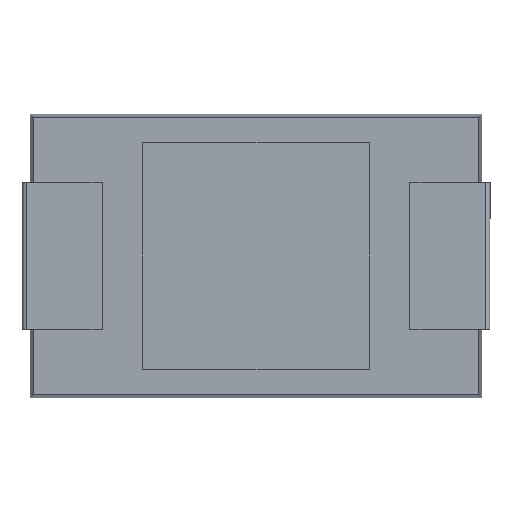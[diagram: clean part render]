
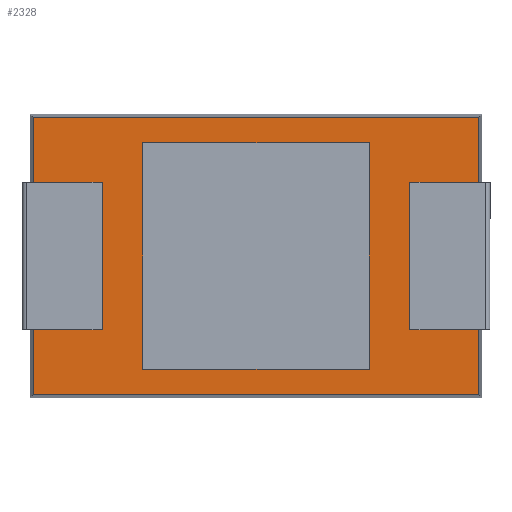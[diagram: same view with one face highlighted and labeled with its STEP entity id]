
A CAD part, front view. The second image highlights one B-rep face of the part: STEP entity #2328.
In plain terms, the highlighted planar face has unit normal (0, -1, 0).
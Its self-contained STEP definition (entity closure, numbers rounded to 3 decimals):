
#113 = EDGE_CURVE ( 'NONE', #1141, #407, #1059, .T. ) ;
#287 = FACE_OUTER_BOUND ( 'NONE', #2738, .T. ) ;
#298 = EDGE_CURVE ( 'NONE', #2358, #2393, #2046, .T. ) ;
#327 = CARTESIAN_POINT ( 'NONE',  ( 1.83, 0., -0.46 ) ) ;
#330 = VERTEX_POINT ( 'NONE', #3600 ) ;
#347 = CARTESIAN_POINT ( 'NONE',  ( 1.83, 0., -4.14 ) ) ;
#399 = ORIENTED_EDGE ( 'NONE', *, *, #3678, .F. ) ;
#407 = VERTEX_POINT ( 'NONE', #347 ) ;
#414 = DIRECTION ( 'NONE',  ( 0., 0., -1. ) ) ;
#532 = VECTOR ( 'NONE', #3108, 1000. ) ;
#629 = CARTESIAN_POINT ( 'NONE',  ( 5.51, 0., -0.46 ) ) ;
#651 = EDGE_LOOP ( 'NONE', ( #2701, #399, #865, #2245 ) ) ;
#683 = DIRECTION ( 'NONE',  ( 0., 0., 1. ) ) ;
#751 = CARTESIAN_POINT ( 'NONE',  ( 0., 0., 0. ) ) ;
#818 = VECTOR ( 'NONE', #3430, 1000. ) ;
#828 = VERTEX_POINT ( 'NONE', #1437 ) ;
#865 = ORIENTED_EDGE ( 'NONE', *, *, #1975, .F. ) ;
#886 = CARTESIAN_POINT ( 'NONE',  ( 0.052, 0., 0. ) ) ;
#922 = CARTESIAN_POINT ( 'NONE',  ( 7.288, 0., 0. ) ) ;
#972 = CARTESIAN_POINT ( 'NONE',  ( 1.83, 0., -4.14 ) ) ;
#975 = EDGE_CURVE ( 'NONE', #828, #1141, #1695, .T. ) ;
#1051 = CARTESIAN_POINT ( 'NONE',  ( 0.052, 0., -4.548 ) ) ;
#1059 = LINE ( 'NONE', #1835, #1256 ) ;
#1135 = VECTOR ( 'NONE', #2746, 1000. ) ;
#1141 = VERTEX_POINT ( 'NONE', #3369 ) ;
#1256 = VECTOR ( 'NONE', #3640, 1000. ) ;
#1328 = DIRECTION ( 'NONE',  ( 0., -1., 0. ) ) ;
#1437 = CARTESIAN_POINT ( 'NONE',  ( 5.51, 0., -0.46 ) ) ;
#1449 = EDGE_CURVE ( 'NONE', #330, #2358, #2992, .T. ) ;
#1528 = VECTOR ( 'NONE', #3760, 1000. ) ;
#1581 = VERTEX_POINT ( 'NONE', #3804 ) ;
#1695 = LINE ( 'NONE', #327, #2704 ) ;
#1800 = FACE_BOUND ( 'NONE', #651, .T. ) ;
#1835 = CARTESIAN_POINT ( 'NONE',  ( 1.83, 0., -0.46 ) ) ;
#1901 = CARTESIAN_POINT ( 'NONE',  ( 0., 0., -0.052 ) ) ;
#1975 = EDGE_CURVE ( 'NONE', #407, #1581, #3886, .T. ) ;
#2046 = LINE ( 'NONE', #922, #2616 ) ;
#2080 = ORIENTED_EDGE ( 'NONE', *, *, #1449, .F. ) ;
#2186 = EDGE_CURVE ( 'NONE', #2393, #2311, #2657, .T. ) ;
#2245 = ORIENTED_EDGE ( 'NONE', *, *, #113, .F. ) ;
#2311 = VERTEX_POINT ( 'NONE', #1051 ) ;
#2328 = ADVANCED_FACE ( 'NONE', ( #287, #1800 ), #3771, .T. ) ;
#2344 = AXIS2_PLACEMENT_3D ( 'NONE', #751, #1328, #414 ) ;
#2358 = VERTEX_POINT ( 'NONE', #2589 ) ;
#2393 = VERTEX_POINT ( 'NONE', #3492 ) ;
#2461 = DIRECTION ( 'NONE',  ( -1., 0., 0. ) ) ;
#2578 = ORIENTED_EDGE ( 'NONE', *, *, #3534, .F. ) ;
#2589 = CARTESIAN_POINT ( 'NONE',  ( 7.288, 0., -0.052 ) ) ;
#2616 = VECTOR ( 'NONE', #3302, 1000. ) ;
#2657 = LINE ( 'NONE', #3142, #1528 ) ;
#2683 = VECTOR ( 'NONE', #683, 1000. ) ;
#2701 = ORIENTED_EDGE ( 'NONE', *, *, #975, .F. ) ;
#2704 = VECTOR ( 'NONE', #2461, 1000. ) ;
#2726 = LINE ( 'NONE', #629, #2683 ) ;
#2738 = EDGE_LOOP ( 'NONE', ( #2578, #2973, #3824, #2080 ) ) ;
#2746 = DIRECTION ( 'NONE',  ( 0., 0., 1. ) ) ;
#2973 = ORIENTED_EDGE ( 'NONE', *, *, #2186, .F. ) ;
#2992 = LINE ( 'NONE', #1901, #532 ) ;
#3108 = DIRECTION ( 'NONE',  ( 1., 0., 0. ) ) ;
#3142 = CARTESIAN_POINT ( 'NONE',  ( 0., 0., -4.548 ) ) ;
#3248 = LINE ( 'NONE', #886, #1135 ) ;
#3302 = DIRECTION ( 'NONE',  ( 0., 0., -1. ) ) ;
#3369 = CARTESIAN_POINT ( 'NONE',  ( 1.83, 0., -0.46 ) ) ;
#3430 = DIRECTION ( 'NONE',  ( 1., 0., 0. ) ) ;
#3492 = CARTESIAN_POINT ( 'NONE',  ( 7.288, 0., -4.548 ) ) ;
#3534 = EDGE_CURVE ( 'NONE', #2311, #330, #3248, .T. ) ;
#3600 = CARTESIAN_POINT ( 'NONE',  ( 0.052, 0., -0.052 ) ) ;
#3640 = DIRECTION ( 'NONE',  ( 0., 0., -1. ) ) ;
#3678 = EDGE_CURVE ( 'NONE', #1581, #828, #2726, .T. ) ;
#3760 = DIRECTION ( 'NONE',  ( -1., 0., 0. ) ) ;
#3771 = PLANE ( 'NONE',  #2344 ) ;
#3804 = CARTESIAN_POINT ( 'NONE',  ( 5.51, 0., -4.14 ) ) ;
#3824 = ORIENTED_EDGE ( 'NONE', *, *, #298, .F. ) ;
#3886 = LINE ( 'NONE', #972, #818 ) ;
